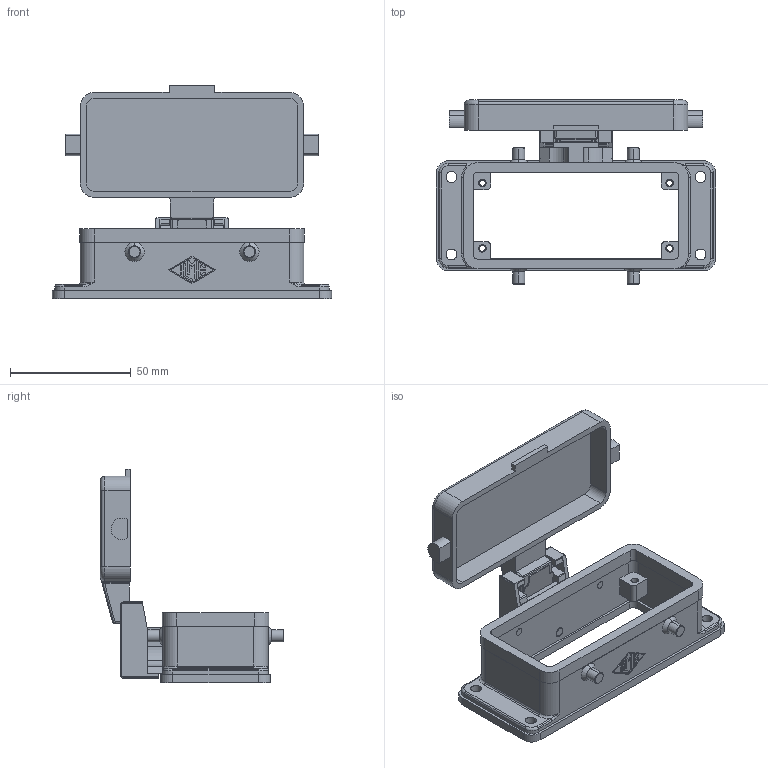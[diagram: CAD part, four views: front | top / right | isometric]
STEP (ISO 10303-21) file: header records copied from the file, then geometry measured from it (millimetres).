
FILE_DESCRIPTION((''),'2;1');
FILE_NAME('CHI 16 CS.stp','2006-12-21T12:46:38',('CADmaster'),(''),'Autodesk Inventor 7','Autodesk Inventor 7','');
FILE_SCHEMA(('AUTOMOTIVE_DESIGN { 1 0 10303 214 1 1 1 1 }'));
Length unit declared in the file: millimetre
Products named in the file (1): CHI 16 CS
Bounding box: 115.5 x 76 x 88.5 mm (x, y, z)
Volume: 63304.6 mm3; surface area: 40588.8 mm2
Topology: 2 solids, 3 shells, 475 faces, 1247 edges, 798 vertices
Faces by surface type: cylinder 192, plane 187, bspline 72, torus 12, cone 10, sphere 2
Entity records: 16090 total; most frequent: CARTESIAN_POINT 4169, DIRECTION 2521, ORIENTED_EDGE 2494, EDGE_CURVE 1247, AXIS2_PLACEMENT_3D 890, VERTEX_POINT 798, VECTOR 741, LINE 741
